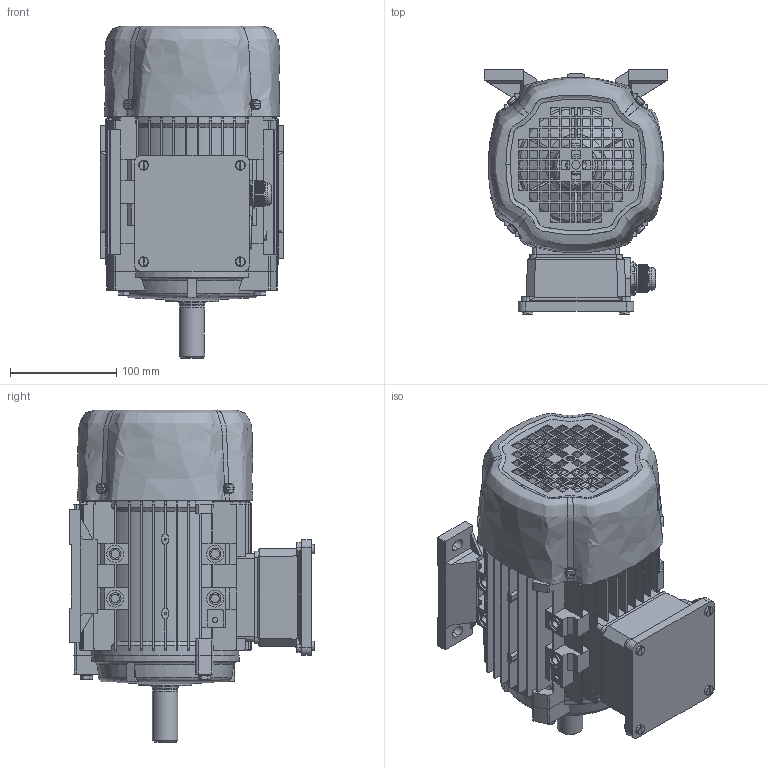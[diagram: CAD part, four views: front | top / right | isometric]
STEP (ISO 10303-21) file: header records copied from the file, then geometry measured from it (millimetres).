
FILE_DESCRIPTION(/* description */ (''),/* implementation_level */ '2;1');
FILE_NAME(/* name */ 'JL3-90S-B3.step',/* time_stamp */ '2021-07-21T15:00:28+08:00',/* author */ (''),/* organization */ (''),/* preprocessor_version */ 'ST-DEVELOPER v16',/* originating_system */ 'SIEMENS PLM Software NX 10.0',/* authorisation */ '');
FILE_SCHEMA (('AUTOMOTIVE_DESIGN { 1 0 10303 214 3 1 1 1 }'));
Products named in the file (1): JL3-90S-B3
Bounding box: 173 x 230.5 x 312.5 mm (x, y, z)
Volume: 1250961 mm3; surface area: 796810.3 mm2
Topology: 56 solids, 56 shells, 3375 faces, 9257 edges, 6123 vertices
Faces by surface type: plane 2176, cylinder 792, cone 203, torus 139, bspline 50, sphere 15
Full cylindrical faces by diameter (mm): 2 x4, 4 x10, 4.48 x9, 4.8 x4, 5 x23, 5.3 x5, 5.35 x6, 5.8 x14, 6 x12, 7 x9, 8 x16, 8.4 x1, 8.58 x4, 9 x4, 10 x5, 11 x12, 12 x8, 13 x4, 13.75 x1, 14.785 x4, 15 x4, 16 x12, 16.25 x2, 18.2 x1, 18.75 x5, 19.2 x2, 19.375 x6, 20 x13, 20.312 x1, 20.625 x6
Entity records: 181333 total; most frequent: CARTESIAN_POINT 99167, ORIENTED_EDGE 17262, DIRECTION 15713, EDGE_CURVE 8631, VERTEX_POINT 5878, AXIS2_PLACEMENT_3D 5253, LINE 5207, VECTOR 5207
